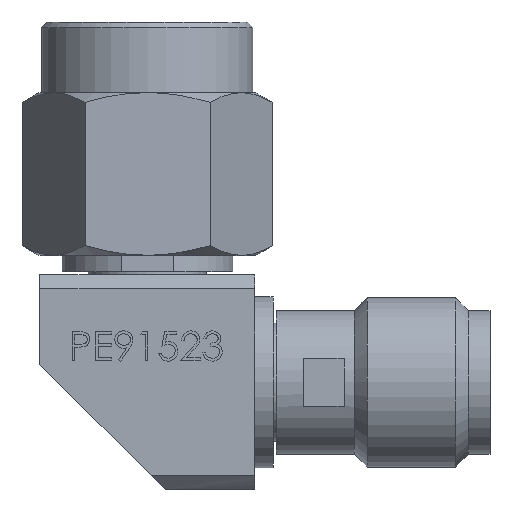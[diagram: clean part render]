
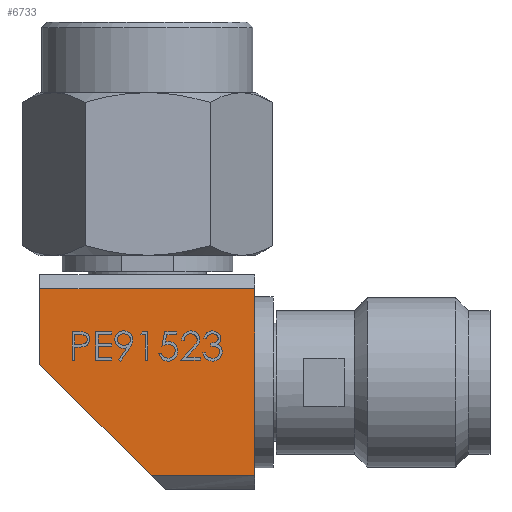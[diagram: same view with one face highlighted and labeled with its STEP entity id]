
A CAD part, top view. The second image highlights one B-rep face of the part: STEP entity #6733.
In plain terms, the highlighted planar face has unit normal (0, 0, 1).
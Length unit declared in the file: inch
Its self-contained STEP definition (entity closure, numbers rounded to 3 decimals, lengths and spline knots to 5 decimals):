
#85 = ORIENTED_EDGE ( 'NONE', *, *, #6714, .F. ) ;
#190 = DIRECTION ( 'NONE',  ( 0.707, -0.707, 0. ) ) ;
#353 = CARTESIAN_POINT ( 'NONE',  ( -0.33858, 0.02598, 0.15591 ) ) ;
#410 = LINE ( 'NONE', #456, #4256 ) ;
#436 = LINE ( 'NONE', #6877, #8435 ) ;
#456 = CARTESIAN_POINT ( 'NONE',  ( -0.02677, -0.13553, 0.15591 ) ) ;
#1198 = EDGE_CURVE ( 'NONE', #2062, #2072, #436, .T. ) ;
#1548 = CARTESIAN_POINT ( 'NONE',  ( -0.02677, -0.13553, 0.15591 ) ) ;
#1698 = ORIENTED_EDGE ( 'NONE', *, *, #4278, .T. ) ;
#1920 = EDGE_CURVE ( 'NONE', #3495, #6599, #7205, .T. ) ;
#2062 = VERTEX_POINT ( 'NONE', #3520 ) ;
#2072 = VERTEX_POINT ( 'NONE', #1548 ) ;
#2461 = DIRECTION ( 'NONE',  ( 0., 1., 0. ) ) ;
#2619 = VECTOR ( 'NONE', #3923, 39.37008 ) ;
#2648 = CARTESIAN_POINT ( 'NONE',  ( -0.33858, 0.13553, 0.15591 ) ) ;
#3178 = VECTOR ( 'NONE', #4050, 39.37008 ) ;
#3400 = DIRECTION ( 'NONE',  ( 0., 0., 1. ) ) ;
#3495 = VERTEX_POINT ( 'NONE', #5269 ) ;
#3520 = CARTESIAN_POINT ( 'NONE',  ( -0.17707, -0.13553, 0.15591 ) ) ;
#3923 = DIRECTION ( 'NONE',  ( 1., 0., 0. ) ) ;
#4005 = CARTESIAN_POINT ( 'NONE',  ( 0., 0., 0.15591 ) ) ;
#4050 = DIRECTION ( 'NONE',  ( 0., -1., 0. ) ) ;
#4256 = VECTOR ( 'NONE', #2461, 39.37008 ) ;
#4278 = EDGE_CURVE ( 'NONE', #6599, #2062, #5402, .T. ) ;
#4356 = CARTESIAN_POINT ( 'NONE',  ( -0.02677, 0.13553, 0.15591 ) ) ;
#4424 = EDGE_LOOP ( 'NONE', ( #7408, #85, #8334, #1698, #6522 ) ) ;
#4518 = AXIS2_PLACEMENT_3D ( 'NONE', #4005, #3400, #7156 ) ;
#4523 = VERTEX_POINT ( 'NONE', #4356 ) ;
#4641 = LINE ( 'NONE', #6641, #2619 ) ;
#4759 = VECTOR ( 'NONE', #190, 39.37008 ) ;
#5269 = CARTESIAN_POINT ( 'NONE',  ( -0.33858, 0.13553, 0.15591 ) ) ;
#5402 = LINE ( 'NONE', #353, #4759 ) ;
#5558 = DIRECTION ( 'NONE',  ( 1., 0., 0. ) ) ;
#6522 = ORIENTED_EDGE ( 'NONE', *, *, #1198, .T. ) ;
#6599 = VERTEX_POINT ( 'NONE', #7540 ) ;
#6603 = PLANE ( 'NONE',  #4518 ) ;
#6641 = CARTESIAN_POINT ( 'NONE',  ( -0.33858, 0.13553, 0.15591 ) ) ;
#6714 = EDGE_CURVE ( 'NONE', #3495, #4523, #4641, .T. ) ;
#6733 = ADVANCED_FACE ( 'NONE', ( #7237 ), #6603, .T. ) ;
#6877 = CARTESIAN_POINT ( 'NONE',  ( -0.17707, -0.13553, 0.15591 ) ) ;
#7156 = DIRECTION ( 'NONE',  ( 1., 0., 0. ) ) ;
#7205 = LINE ( 'NONE', #2648, #3178 ) ;
#7237 = FACE_OUTER_BOUND ( 'NONE', #4424, .T. ) ;
#7408 = ORIENTED_EDGE ( 'NONE', *, *, #7725, .T. ) ;
#7540 = CARTESIAN_POINT ( 'NONE',  ( -0.33858, 0.02598, 0.15591 ) ) ;
#7725 = EDGE_CURVE ( 'NONE', #2072, #4523, #410, .T. ) ;
#8334 = ORIENTED_EDGE ( 'NONE', *, *, #1920, .T. ) ;
#8435 = VECTOR ( 'NONE', #5558, 39.37008 ) ;
